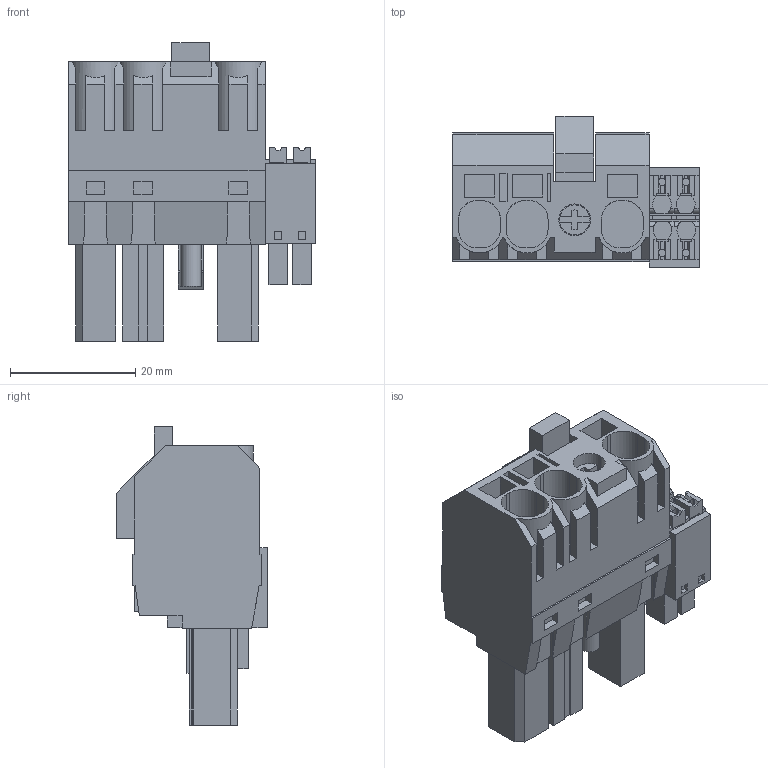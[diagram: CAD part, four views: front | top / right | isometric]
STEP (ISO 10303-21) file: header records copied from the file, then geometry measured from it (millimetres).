
FILE_DESCRIPTION(('CATIA V5 STEP Exchange','CAx-IF Rec.Pracs.--- Model Styling and Organization---1.4--- 2014-01-23'),'2;1');
FILE_NAME ('D1448315_1_1082110000_1082110000.stp','2023-09-07T12:49:56+00:00',('none'),('Weidmueller'),'CATIA Version 5-6 Release 2016 SP3 HF44','CATIA V5 STEP AP214','none');
FILE_SCHEMA(('AUTOMOTIVE_DESIGN { 1 0 10303 214 1 1 1 1 }'));
Length unit declared in the file: millimetre
Products named in the file (1): 1082110000
Bounding box: 39.41 x 24.13 x 47.7 mm (x, y, z)
Volume: 19090 mm3; surface area: 10727.3 mm2
Topology: 7 solids, 7 shells, 583 faces, 1606 edges, 1067 vertices
Faces by surface type: plane 522, cylinder 61
Entity records: 17634 total; most frequent: CARTESIAN_POINT 3465, ORIENTED_EDGE 3212, DIRECTION 2388, EDGE_CURVE 1606, VECTOR 1426, LINE 1426, VERTEX_POINT 1067, EDGE_LOOP 623
